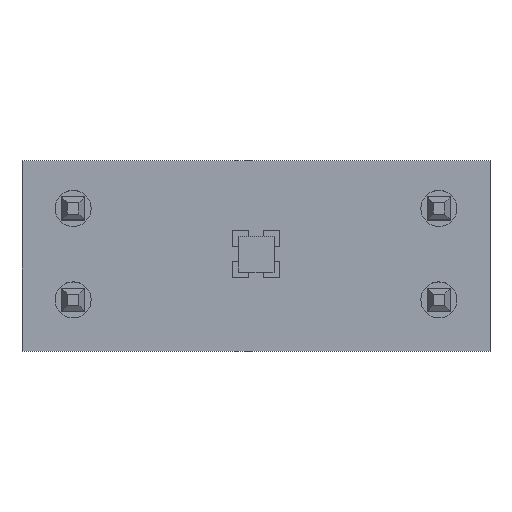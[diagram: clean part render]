
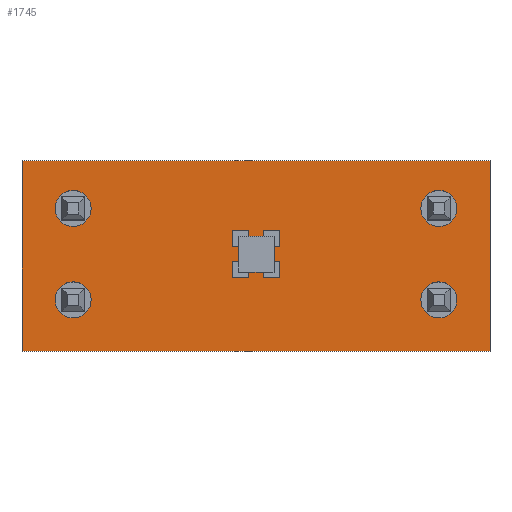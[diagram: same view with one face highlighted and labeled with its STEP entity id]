
A CAD part, top view. The second image highlights one B-rep face of the part: STEP entity #1745.
In plain terms, the highlighted planar face has unit normal (0, 0, 1).
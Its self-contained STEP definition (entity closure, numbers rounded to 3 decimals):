
#40=FACE_BOUND('',#257,.T.);
#41=FACE_BOUND('',#258,.T.);
#42=FACE_BOUND('',#259,.T.);
#43=FACE_BOUND('',#260,.T.);
#56=PLANE('',#1893);
#156=FACE_OUTER_BOUND('',#256,.T.);
#256=EDGE_LOOP('',(#1214,#1215,#1216,#1217));
#257=EDGE_LOOP('',(#1218));
#258=EDGE_LOOP('',(#1219));
#259=EDGE_LOOP('',(#1220));
#260=EDGE_LOOP('',(#1221));
#366=LINE('',#2484,#588);
#369=LINE('',#2490,#591);
#372=LINE('',#2496,#594);
#375=LINE('',#2500,#597);
#588=VECTOR('',#2030,10.);
#591=VECTOR('',#2035,10.);
#594=VECTOR('',#2040,10.);
#597=VECTOR('',#2045,10.);
#805=CIRCLE('',#1879,0.5);
#807=CIRCLE('',#1882,0.5);
#809=CIRCLE('',#1885,0.5);
#811=CIRCLE('',#1888,0.5);
#813=VERTEX_POINT('',#2456);
#815=VERTEX_POINT('',#2462);
#817=VERTEX_POINT('',#2468);
#819=VERTEX_POINT('',#2474);
#822=VERTEX_POINT('',#2481);
#823=VERTEX_POINT('',#2483);
#825=VERTEX_POINT('',#2489);
#827=VERTEX_POINT('',#2495);
#954=EDGE_CURVE('',#813,#813,#805,.T.);
#957=EDGE_CURVE('',#815,#815,#807,.T.);
#960=EDGE_CURVE('',#817,#817,#809,.T.);
#963=EDGE_CURVE('',#819,#819,#811,.T.);
#966=EDGE_CURVE('',#823,#822,#366,.T.);
#969=EDGE_CURVE('',#825,#823,#369,.T.);
#972=EDGE_CURVE('',#827,#825,#372,.T.);
#975=EDGE_CURVE('',#822,#827,#375,.T.);
#1214=ORIENTED_EDGE('',*,*,#975,.T.);
#1215=ORIENTED_EDGE('',*,*,#972,.T.);
#1216=ORIENTED_EDGE('',*,*,#969,.T.);
#1217=ORIENTED_EDGE('',*,*,#966,.T.);
#1218=ORIENTED_EDGE('',*,*,#954,.T.);
#1219=ORIENTED_EDGE('',*,*,#957,.T.);
#1220=ORIENTED_EDGE('',*,*,#960,.T.);
#1221=ORIENTED_EDGE('',*,*,#963,.T.);
#1745=ADVANCED_FACE('',(#156,#40,#41,#42,#43),#56,.T.);
#1879=AXIS2_PLACEMENT_3D('',#2458,#2003,#2004);
#1882=AXIS2_PLACEMENT_3D('',#2464,#2010,#2011);
#1885=AXIS2_PLACEMENT_3D('',#2470,#2017,#2018);
#1888=AXIS2_PLACEMENT_3D('',#2476,#2024,#2025);
#1893=AXIS2_PLACEMENT_3D('',#2501,#2046,#2047);
#2003=DIRECTION('center_axis',(0.,0.,-1.));
#2004=DIRECTION('ref_axis',(-1.,0.,0.));
#2010=DIRECTION('center_axis',(0.,0.,-1.));
#2011=DIRECTION('ref_axis',(-1.,0.,0.));
#2017=DIRECTION('center_axis',(0.,0.,-1.));
#2018=DIRECTION('ref_axis',(-1.,0.,0.));
#2024=DIRECTION('center_axis',(0.,0.,-1.));
#2025=DIRECTION('ref_axis',(-1.,0.,0.));
#2030=DIRECTION('',(-1.,0.,0.));
#2035=DIRECTION('',(0.,1.,0.));
#2040=DIRECTION('',(1.,0.,0.));
#2045=DIRECTION('',(0.,-1.,0.));
#2046=DIRECTION('center_axis',(0.,0.,1.));
#2047=DIRECTION('ref_axis',(1.,0.,0.));
#2456=CARTESIAN_POINT('',(5.58,1.27,1.671));
#2458=CARTESIAN_POINT('Origin',(5.08,1.27,1.671));
#2462=CARTESIAN_POINT('',(-4.58,-1.27,1.671));
#2464=CARTESIAN_POINT('Origin',(-5.08,-1.27,1.671));
#2468=CARTESIAN_POINT('',(-4.58,1.27,1.671));
#2470=CARTESIAN_POINT('Origin',(-5.08,1.27,1.671));
#2474=CARTESIAN_POINT('',(5.58,-1.27,1.671));
#2476=CARTESIAN_POINT('Origin',(5.08,-1.27,1.671));
#2481=CARTESIAN_POINT('',(-6.5,2.6,1.671));
#2483=CARTESIAN_POINT('',(6.5,2.6,1.671));
#2484=CARTESIAN_POINT('',(6.5,2.6,1.671));
#2489=CARTESIAN_POINT('',(6.5,-2.7,1.671));
#2490=CARTESIAN_POINT('',(6.5,-2.7,1.671));
#2495=CARTESIAN_POINT('',(-6.5,-2.7,1.671));
#2496=CARTESIAN_POINT('',(-6.5,-2.7,1.671));
#2500=CARTESIAN_POINT('',(-6.5,2.6,1.671));
#2501=CARTESIAN_POINT('Origin',(0.,-0.05,1.671));
